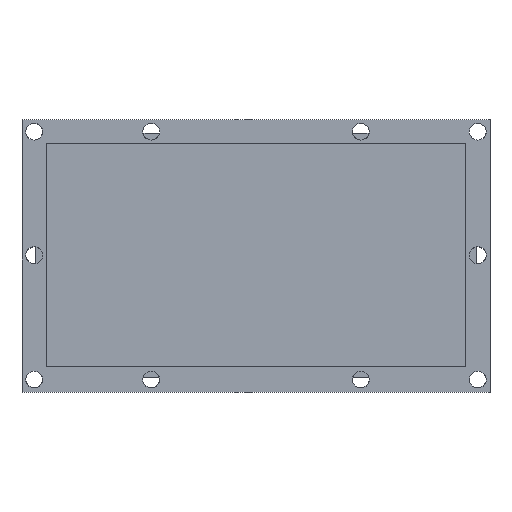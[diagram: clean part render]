
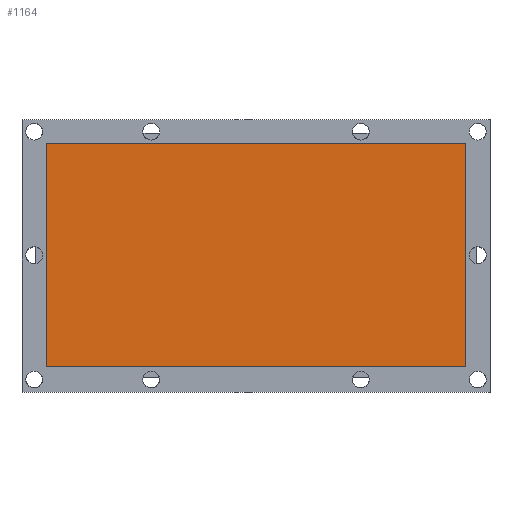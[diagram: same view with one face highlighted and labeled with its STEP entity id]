
A CAD part, top view. The second image highlights one B-rep face of the part: STEP entity #1164.
In plain terms, the highlighted planar face has unit normal (0, 0, 1).
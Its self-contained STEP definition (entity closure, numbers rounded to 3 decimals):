
#132=FACE_OUTER_BOUND('',#194,.T.);
#194=EDGE_LOOP('',(#1026,#1027,#1028,#1029));
#337=LINE('',#2100,#428);
#352=LINE('',#2130,#443);
#353=LINE('',#2133,#444);
#354=LINE('',#2134,#445);
#428=VECTOR('',#1585,10.);
#443=VECTOR('',#1618,10.);
#444=VECTOR('',#1621,10.);
#445=VECTOR('',#1622,10.);
#549=VERTEX_POINT('',#2097);
#550=VERTEX_POINT('',#2099);
#556=VERTEX_POINT('',#2128);
#557=VERTEX_POINT('',#2132);
#707=EDGE_CURVE('',#549,#550,#337,.T.);
#722=EDGE_CURVE('',#556,#549,#352,.T.);
#723=EDGE_CURVE('',#557,#556,#353,.T.);
#724=EDGE_CURVE('',#550,#557,#354,.T.);
#1026=ORIENTED_EDGE('',*,*,#722,.F.);
#1027=ORIENTED_EDGE('',*,*,#723,.F.);
#1028=ORIENTED_EDGE('',*,*,#724,.F.);
#1029=ORIENTED_EDGE('',*,*,#707,.F.);
#1105=PLANE('',#1301);
#1164=ADVANCED_FACE('',(#132),#1105,.F.);
#1301=AXIS2_PLACEMENT_3D('',#2131,#1619,#1620);
#1585=DIRECTION('',(0.,-1.,0.));
#1618=DIRECTION('',(1.,0.,0.));
#1619=DIRECTION('center_axis',(0.,0.,-1.));
#1620=DIRECTION('ref_axis',(1.,0.,0.));
#1621=DIRECTION('',(0.,1.,0.));
#1622=DIRECTION('',(-1.,0.,0.));
#2097=CARTESIAN_POINT('',(-792.613,-130.209,-30.));
#2099=CARTESIAN_POINT('',(-792.613,-290.209,-30.));
#2100=CARTESIAN_POINT('',(-792.613,-130.209,-30.));
#2128=CARTESIAN_POINT('',(-1092.613,-130.209,-30.));
#2130=CARTESIAN_POINT('',(-1092.613,-130.209,-30.));
#2131=CARTESIAN_POINT('Origin',(-942.613,-210.209,-30.));
#2132=CARTESIAN_POINT('',(-1092.613,-290.209,-30.));
#2133=CARTESIAN_POINT('',(-1092.613,-290.209,-30.));
#2134=CARTESIAN_POINT('',(-792.613,-290.209,-30.));
